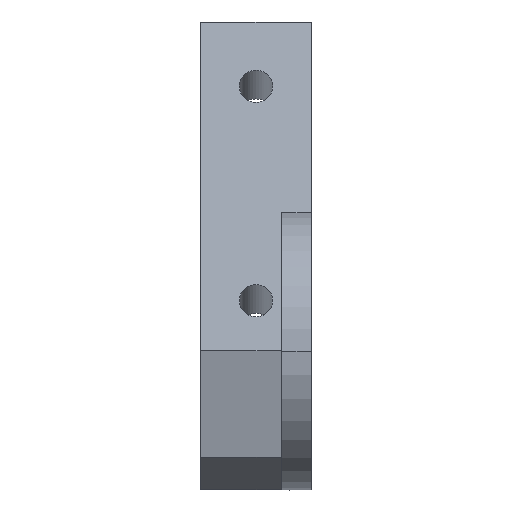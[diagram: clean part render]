
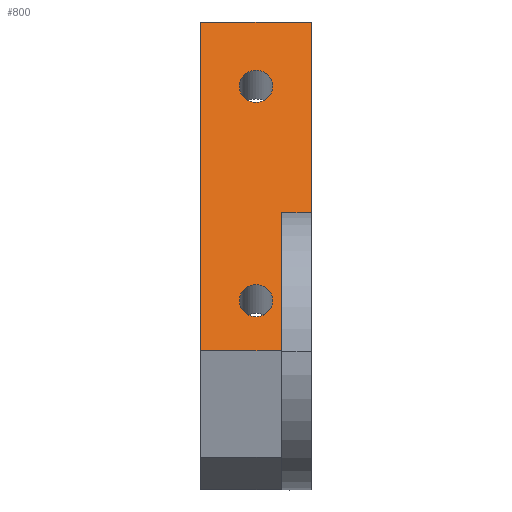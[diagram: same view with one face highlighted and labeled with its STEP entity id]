
A CAD part, front view. The second image highlights one B-rep face of the part: STEP entity #800.
In plain terms, the highlighted planar face has unit normal (0, -0.966, 0.259).
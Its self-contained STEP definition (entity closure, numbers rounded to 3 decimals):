
#1 = VERTEX_POINT ( 'NONE', #538 ) ;
#11 = VERTEX_POINT ( 'NONE', #725 ) ;
#72 = VERTEX_POINT ( 'NONE', #918 ) ;
#82 = AXIS2_PLACEMENT_3D ( 'NONE', #288, #203, #1076 ) ;
#90 = LINE ( 'NONE', #1135, #1032 ) ;
#111 = DIRECTION ( 'NONE',  ( 0., 0.966, -0.259 ) ) ;
#126 = ORIENTED_EDGE ( 'NONE', *, *, #962, .T. ) ;
#163 = CARTESIAN_POINT ( 'NONE',  ( 43.978, 120.023, 32.85 ) ) ;
#168 = CARTESIAN_POINT ( 'NONE',  ( 38.978, 121.235, 37.37 ) ) ;
#195 = DIRECTION ( 'NONE',  ( 0., 0.966, -0.259 ) ) ;
#203 = DIRECTION ( 'NONE',  ( 0., 0.966, -0.259 ) ) ;
#212 = EDGE_LOOP ( 'NONE', ( #643, #126 ) ) ;
#219 = PLANE ( 'NONE',  #727 ) ;
#231 = ORIENTED_EDGE ( 'NONE', *, *, #372, .T. ) ;
#268 = DIRECTION ( 'NONE',  ( 0., -0.259, -0.966 ) ) ;
#283 = AXIS2_PLACEMENT_3D ( 'NONE', #335, #1110, #1020 ) ;
#285 = CIRCLE ( 'NONE', #82, 1.5 ) ;
#286 = DIRECTION ( 'NONE',  ( -1., 0., 0. ) ) ;
#288 = CARTESIAN_POINT ( 'NONE',  ( 38.978, 126.411, 56.689 ) ) ;
#289 = VERTEX_POINT ( 'NONE', #163 ) ;
#298 = LINE ( 'NONE', #306, #416 ) ;
#306 = CARTESIAN_POINT ( 'NONE',  ( 42.128, 120.023, 32.85 ) ) ;
#309 = CARTESIAN_POINT ( 'NONE',  ( 38.978, 126.411, 56.689 ) ) ;
#335 = CARTESIAN_POINT ( 'NONE',  ( 38.978, 121.235, 37.37 ) ) ;
#346 = ORIENTED_EDGE ( 'NONE', *, *, #897, .F. ) ;
#372 = EDGE_CURVE ( 'NONE', #1, #440, #90, .T. ) ;
#411 = EDGE_LOOP ( 'NONE', ( #899, #532 ) ) ;
#416 = VECTOR ( 'NONE', #286, 1000. ) ;
#418 = CARTESIAN_POINT ( 'NONE',  ( 37.478, 121.235, 37.37 ) ) ;
#435 = ORIENTED_EDGE ( 'NONE', *, *, #933, .F. ) ;
#438 = EDGE_CURVE ( 'NONE', #1130, #718, #1124, .T. ) ;
#440 = VERTEX_POINT ( 'NONE', #1061 ) ;
#463 = FACE_BOUND ( 'NONE', #411, .T. ) ;
#465 = LINE ( 'NONE', #980, #1108 ) ;
#472 = EDGE_CURVE ( 'NONE', #1, #289, #620, .T. ) ;
#490 = FACE_BOUND ( 'NONE', #212, .T. ) ;
#532 = ORIENTED_EDGE ( 'NONE', *, *, #438, .T. ) ;
#538 = CARTESIAN_POINT ( 'NONE',  ( 43.978, 127.964, 62.484 ) ) ;
#545 = EDGE_LOOP ( 'NONE', ( #231, #435, #346, #1091 ) ) ;
#620 = LINE ( 'NONE', #884, #1033 ) ;
#636 = AXIS2_PLACEMENT_3D ( 'NONE', #168, #898, #720 ) ;
#643 = ORIENTED_EDGE ( 'NONE', *, *, #1011, .T. ) ;
#661 = FACE_OUTER_BOUND ( 'NONE', #545, .T. ) ;
#718 = VERTEX_POINT ( 'NONE', #855 ) ;
#720 = DIRECTION ( 'NONE',  ( 1., 0., 0. ) ) ;
#725 = CARTESIAN_POINT ( 'NONE',  ( 33.978, 120.023, 32.85 ) ) ;
#727 = AXIS2_PLACEMENT_3D ( 'NONE', #983, #195, #817 ) ;
#735 = DIRECTION ( 'NONE',  ( 0., 0.259, 0.966 ) ) ;
#765 = EDGE_CURVE ( 'NONE', #718, #1130, #861, .T. ) ;
#793 = DIRECTION ( 'NONE',  ( -1., 0., 0. ) ) ;
#800 = ADVANCED_FACE ( 'NONE', ( #490, #463, #661 ), #219, .F. ) ;
#817 = DIRECTION ( 'NONE',  ( -1., 0., 0. ) ) ;
#826 = CARTESIAN_POINT ( 'NONE',  ( 40.478, 126.411, 56.689 ) ) ;
#855 = CARTESIAN_POINT ( 'NONE',  ( 40.478, 121.235, 37.37 ) ) ;
#861 = CIRCLE ( 'NONE', #283, 1.5 ) ;
#863 = AXIS2_PLACEMENT_3D ( 'NONE', #309, #111, #1082 ) ;
#884 = CARTESIAN_POINT ( 'NONE',  ( 43.978, 118.133, 25.794 ) ) ;
#897 = EDGE_CURVE ( 'NONE', #289, #11, #298, .T. ) ;
#898 = DIRECTION ( 'NONE',  ( 0., 0.966, -0.259 ) ) ;
#899 = ORIENTED_EDGE ( 'NONE', *, *, #765, .T. ) ;
#918 = CARTESIAN_POINT ( 'NONE',  ( 37.478, 126.411, 56.689 ) ) ;
#921 = VERTEX_POINT ( 'NONE', #826 ) ;
#933 = EDGE_CURVE ( 'NONE', #11, #440, #465, .T. ) ;
#962 = EDGE_CURVE ( 'NONE', #72, #921, #1035, .T. ) ;
#980 = CARTESIAN_POINT ( 'NONE',  ( 33.978, 120.008, 32.793 ) ) ;
#983 = CARTESIAN_POINT ( 'NONE',  ( 41.978, 120.008, 32.793 ) ) ;
#1011 = EDGE_CURVE ( 'NONE', #921, #72, #285, .T. ) ;
#1020 = DIRECTION ( 'NONE',  ( 1., 0., 0. ) ) ;
#1032 = VECTOR ( 'NONE', #793, 1000. ) ;
#1033 = VECTOR ( 'NONE', #268, 1000. ) ;
#1035 = CIRCLE ( 'NONE', #863, 1.5 ) ;
#1061 = CARTESIAN_POINT ( 'NONE',  ( 33.978, 127.964, 62.484 ) ) ;
#1076 = DIRECTION ( 'NONE',  ( 1., 0., 0. ) ) ;
#1082 = DIRECTION ( 'NONE',  ( 1., 0., 0. ) ) ;
#1091 = ORIENTED_EDGE ( 'NONE', *, *, #472, .F. ) ;
#1108 = VECTOR ( 'NONE', #735, 1000. ) ;
#1110 = DIRECTION ( 'NONE',  ( 0., 0.966, -0.259 ) ) ;
#1124 = CIRCLE ( 'NONE', #636, 1.5 ) ;
#1130 = VERTEX_POINT ( 'NONE', #418 ) ;
#1135 = CARTESIAN_POINT ( 'NONE',  ( 41.978, 127.964, 62.484 ) ) ;
